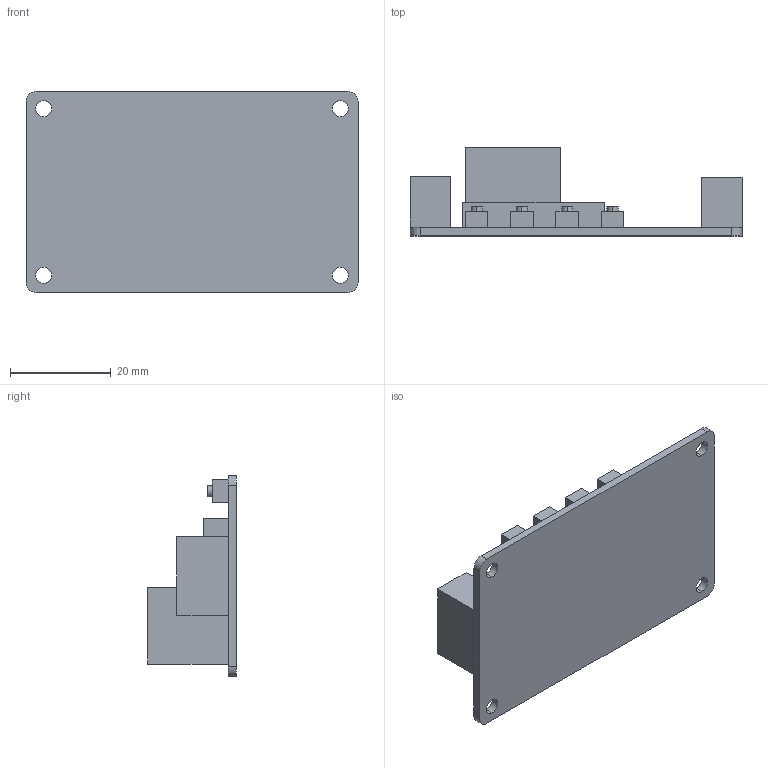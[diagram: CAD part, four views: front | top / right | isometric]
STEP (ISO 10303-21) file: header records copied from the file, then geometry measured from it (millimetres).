
FILE_DESCRIPTION (( 'STEP AP214' ), '1' );
FILE_NAME ('樟萇ん.STEP', '2021-05-19T07:23:17', ( '' ), ( '' ), 'SwSTEP 2.0', 'SolidWorks 2020', '' );
FILE_SCHEMA (( 'AUTOMOTIVE_DESIGN' ));
Length unit declared in the file: millimetre
Products named in the file (1): 樟萇ん
Bounding box: 66 x 17.6 x 40 mm (x, y, z)
Volume: 13164.3 mm3; surface area: 10208.8 mm2
Topology: 13 solids, 13 shells, 82 faces, 168 edges, 112 vertices
Faces by surface type: plane 62, cylinder 12, cone 8
Entity records: 2321 total; most frequent: DIRECTION 374, CARTESIAN_POINT 363, ORIENTED_EDGE 336, EDGE_CURVE 168, LINE 128, VECTOR 128, AXIS2_PLACEMENT_3D 123, VERTEX_POINT 112
